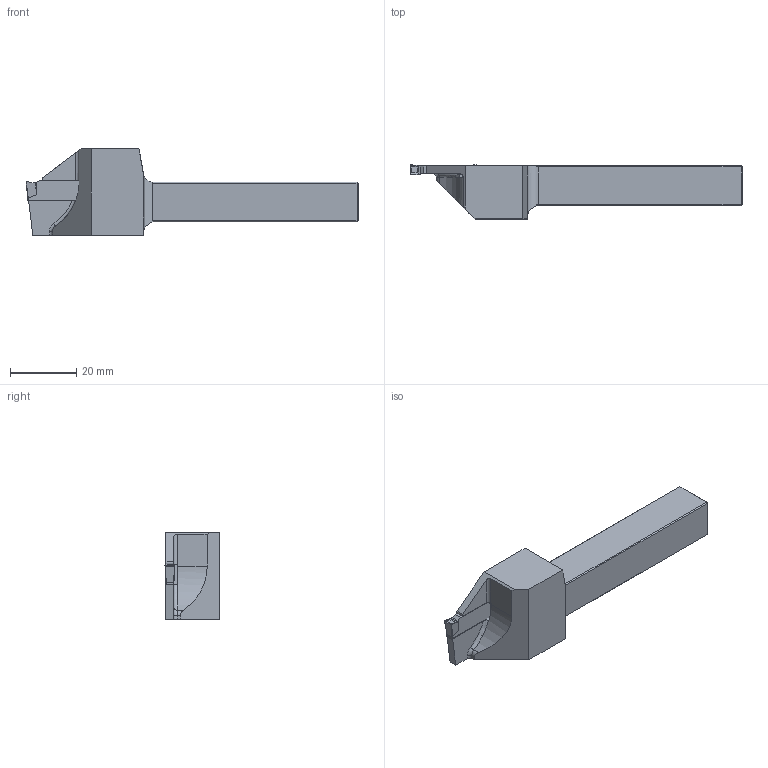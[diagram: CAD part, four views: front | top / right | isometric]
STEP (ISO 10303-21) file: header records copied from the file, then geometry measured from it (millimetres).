
FILE_DESCRIPTION(/* description */ (''),/* implementation_level */ '2;1');
FILE_NAME(/* name */ 'ADKT-I-L-1212-3-T15.stp',/* time_stamp */ '2023-10-18T16:03:50+03:00',/* author */ (''),/* organization */ (''),/* preprocessor_version */ 'ST-DEVELOPER v19.4',/* originating_system */ 'SIEMENS PLM Software NX2306.3001',/* authorisation */ '');
FILE_SCHEMA (('AUTOMOTIVE_DESIGN { 1 0 10303 214 3 1 1 1 }'));
Length unit declared in the file: millimetre
Products named in the file (1): ADKT-I-R-1212-3-T15-light
Bounding box: 100 x 16.29 x 26 mm (x, y, z)
Volume: 18254.5 mm3; surface area: 6307.9 mm2
Topology: 2 solids, 2 shells, 92 faces, 242 edges, 154 vertices
Faces by surface type: plane 74, cylinder 16, torus 2
Entity records: 2891 total; most frequent: CARTESIAN_POINT 564, ORIENTED_EDGE 484, DIRECTION 470, EDGE_CURVE 242, LINE 190, VECTOR 190, VERTEX_POINT 154, AXIS2_PLACEMENT_3D 140
